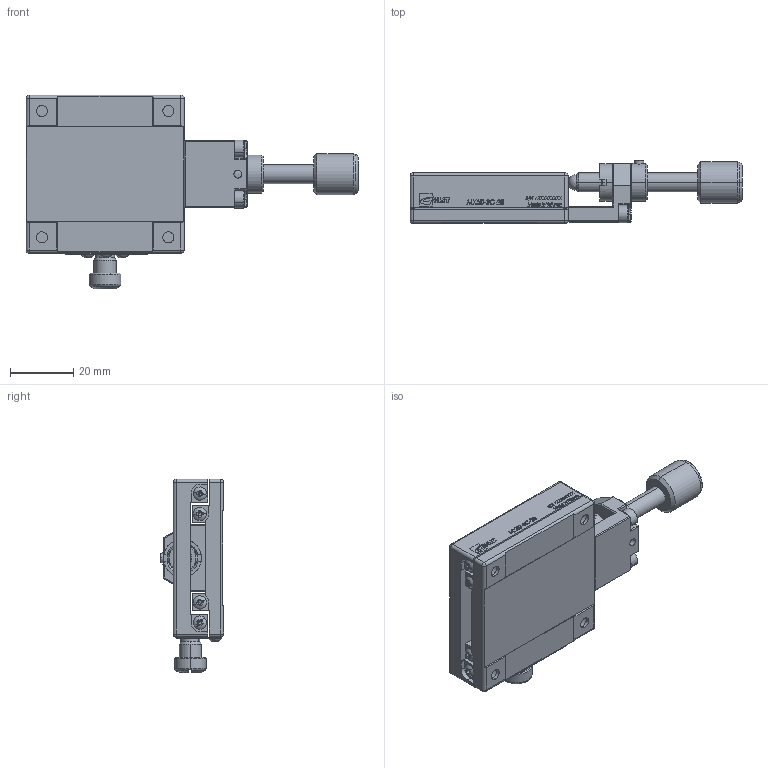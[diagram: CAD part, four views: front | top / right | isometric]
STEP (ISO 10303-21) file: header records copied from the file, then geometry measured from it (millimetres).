
FILE_DESCRIPTION (( 'STEP AP203' ), '1' );
FILE_NAME ('MX50-SC-28(«¬¿ý).STEP', '2013-05-17T06:53:14', ( '123' ), ( '' ), 'SwSTEP 2.0', 'SolidWorks 2013', '' );
FILE_SCHEMA (( 'CONFIG_CONTROL_DESIGN' ));
Length unit declared in the file: millimetre
Products named in the file (3): MX50-SC-28(型錄); Group2^MX50-SC-28(型錄); Group1^MX50-SC-28(型錄)
Assembly tree (2 placements, depth 2):
  MX50-SC-28(型錄)
    Group1^MX50-SC-28(型錄)
    Group2^MX50-SC-28(型錄)
Bounding box: 105 x 20 x 61.3 mm (x, y, z)
Volume: 39457.8 mm3; surface area: 22045.6 mm2
Topology: 17 solids, 17 shells, 1290 faces, 3358 edges, 2148 vertices
Faces by surface type: plane 757, cylinder 214, bspline 157, cone 104, sphere 32, torus 26
Entity records: 47741 total; most frequent: CARTESIAN_POINT 16486, ORIENTED_EDGE 6640, DIRECTION 6059, EDGE_CURVE 3320, VERTEX_POINT 2148, AXIS2_PLACEMENT_3D 2034, VECTOR 1991, LINE 1991
